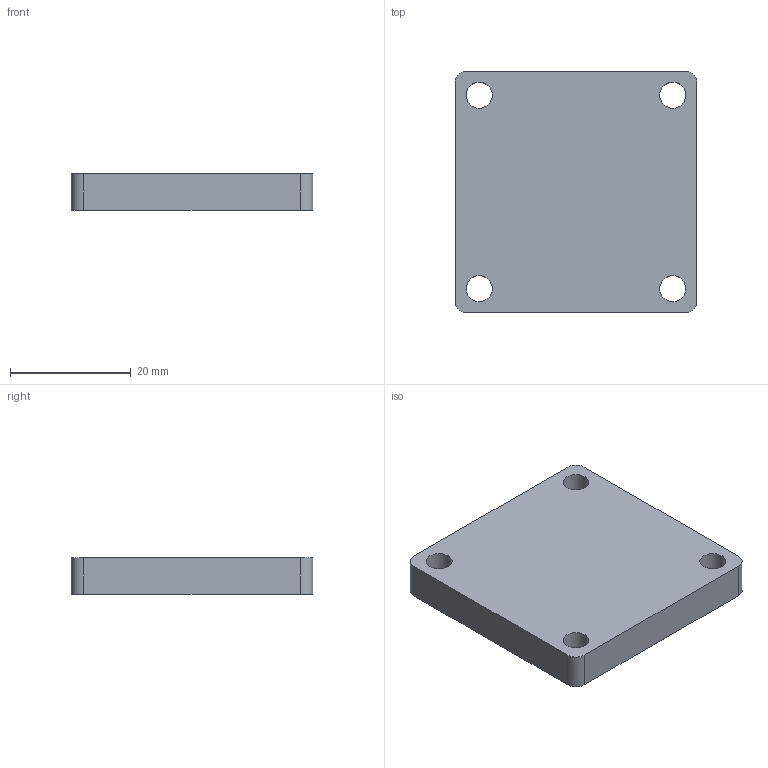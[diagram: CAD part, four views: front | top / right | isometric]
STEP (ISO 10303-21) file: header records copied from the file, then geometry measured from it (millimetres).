
FILE_DESCRIPTION(/* description */ (''),/* implementation_level */ '2;1');
FILE_NAME(/* name */ 'Lower Reactor Lower Plate.step',/* time_stamp */ '2022-10-31T06:57:41Z',/* author */ (''),/* organization */ (''),/* preprocessor_version */ 'ST-DEVELOPER v19.2',/* originating_system */ 'Autodesk Translation Framework v11.17.0.187',/* authorisation */ '');
FILE_SCHEMA (('AUTOMOTIVE_DESIGN { 1 0 10303 214 3 1 1 }'));
Length unit declared in the file: millimetre
Products named in the file (1): MK3 Reactor Lower Reactor Lower Plate
Bounding box: 40 x 40 x 6 mm (x, y, z)
Volume: 4920.6 mm3; surface area: 4573 mm2
Topology: 1 solids, 1 shells, 19 faces, 46 edges, 29 vertices
Faces by surface type: plane 10, cylinder 8, cone 1
Full cylindrical faces by diameter (mm): 4.3 x4
Entity records: 610 total; most frequent: DIRECTION 107, CARTESIAN_POINT 95, ORIENTED_EDGE 92, EDGE_CURVE 46, AXIS2_PLACEMENT_3D 41, VERTEX_POINT 29, EDGE_LOOP 27, LINE 25
